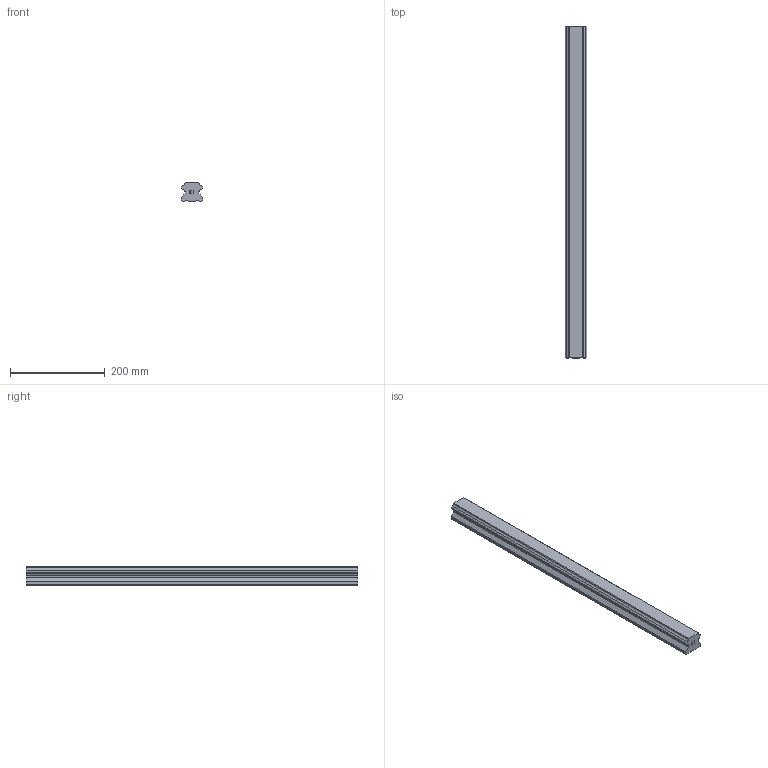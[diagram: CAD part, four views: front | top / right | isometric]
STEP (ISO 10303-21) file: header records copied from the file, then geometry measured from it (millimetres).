
FILE_DESCRIPTION(('STEP AP214'),'1');
FILE_NAME('cctmp_EF097832-D2B1-4440-99D2-28A59E05D192_2021_02_01_11_12_11_0192..stp','2021-02-01T10:12:11',('HIWIN GmbH'),('CADClick - www.CADClick.com'),'Spatial InterOp 3D',' ','unknown authorization');
FILE_SCHEMA(('AUTOMOTIVE_DESIGN'));
Length unit declared in the file: millimetre
Products named in the file (1): HGR45T700H_FILE
Bounding box: 45 x 700 x 38 mm (x, y, z)
Volume: 979569 mm3; surface area: 129244.6 mm2
Topology: 1 solids, 1 shells, 125 faces, 343 edges, 217 vertices
Faces by surface type: plane 93, cylinder 18, cone 14
Entity records: 4827 total; most frequent: CARTESIAN_POINT 672, ORIENTED_EDGE 658, DIRECTION 617, EDGE_CURVE 329, LINE 293, VECTOR 293, VERTEX_POINT 217, AXIS2_PLACEMENT_3D 162
